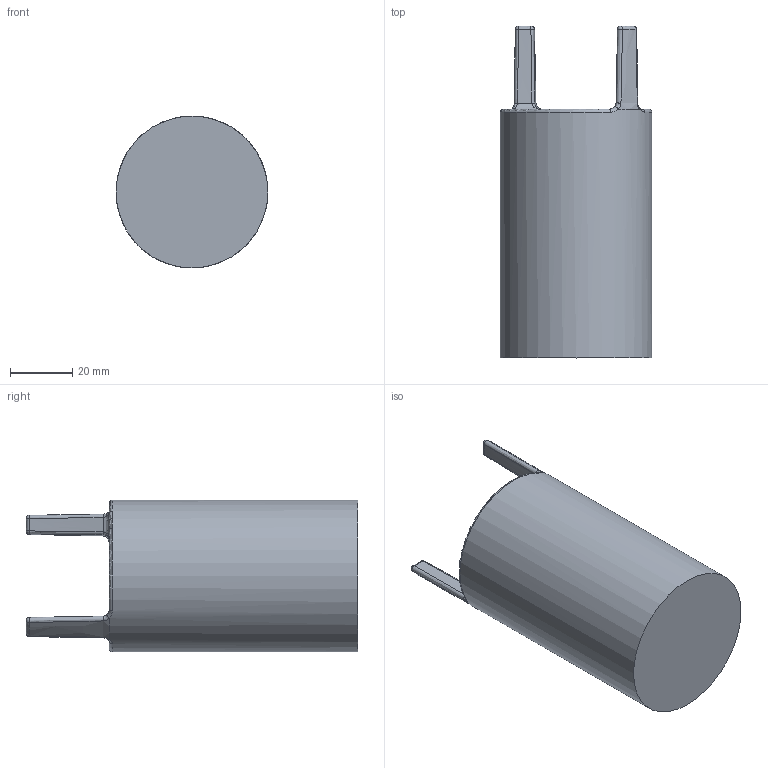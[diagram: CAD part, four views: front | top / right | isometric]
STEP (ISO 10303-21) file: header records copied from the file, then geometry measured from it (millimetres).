
FILE_DESCRIPTION(/* description */ (''),/* implementation_level */ '2;1');
FILE_NAME(/* name */ '0.2 ml PCR Tube holder centrifuge 3d print v3.step',/* time_stamp */ '2023-09-08T01:22:33-07:00',/* author */ (''),/* organization */ (''),/* preprocessor_version */ 'ST-DEVELOPER v20',/* originating_system */ 'Autodesk Translation Framework v12.9.0.99',/* authorisation */ '');
FILE_SCHEMA (('AUTOMOTIVE_DESIGN { 1 0 10303 214 3 1 1 }'));
Length unit declared in the file: millimetre
Products named in the file (1): 0.2 ml PCR Tube holder centrifuge 3d print
Bounding box: 49 x 107 x 49 mm (x, y, z)
Volume: 148070.7 mm3; surface area: 20803 mm2
Topology: 1 solids, 1 shells, 107 faces, 207 edges, 117 vertices
Faces by surface type: bspline 37, plane 23, cylinder 20, cone 19, sphere 6, torus 2
Full cylindrical faces by diameter (mm): 4.4 x19, 49 x1
Entity records: 4818 total; most frequent: CARTESIAN_POINT 2801, ORIENTED_EDGE 406, DIRECTION 377, EDGE_CURVE 203, AXIS2_PLACEMENT_3D 169, EDGE_LOOP 126, VERTEX_POINT 117, FACE_OUTER_BOUND 107
